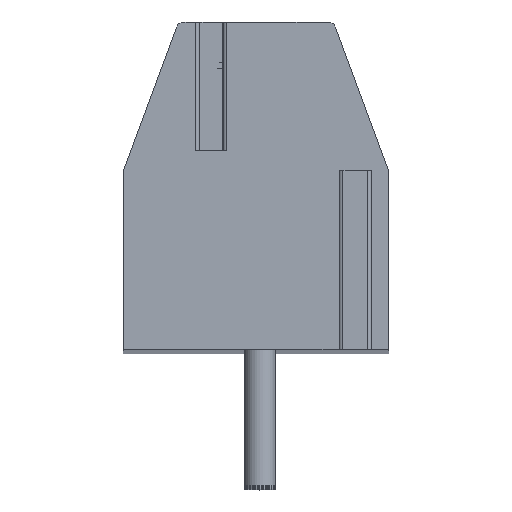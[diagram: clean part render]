
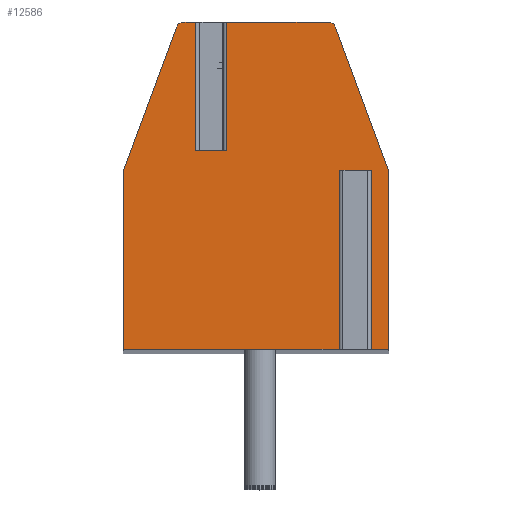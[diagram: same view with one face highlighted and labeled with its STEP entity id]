
A CAD part, top view. The second image highlights one B-rep face of the part: STEP entity #12586.
In plain terms, the highlighted planar face has unit normal (0, 0, 1).
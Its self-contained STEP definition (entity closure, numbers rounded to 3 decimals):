
#1=DIRECTION('',(1.,0.,0.));
#2=VECTOR('',#1,0.796);
#3=CARTESIAN_POINT('',(-1.548,0.9,61.25));
#4=LINE('',#3,#2);
#5=DIRECTION('',(0.,1.,0.));
#6=VECTOR('',#5,3.3);
#7=CARTESIAN_POINT('',(-0.752,0.9,61.25));
#8=LINE('',#7,#6);
#9=DIRECTION('',(-1.,0.,0.));
#10=VECTOR('',#9,2.603);
#11=CARTESIAN_POINT('',(1.851,4.2,61.25));
#12=LINE('',#11,#10);
#13=CARTESIAN_POINT('',(1.851,4.,61.25));
#14=DIRECTION('',(0.,0.,1.));
#15=DIRECTION('',(0.938,0.348,0.));
#16=AXIS2_PLACEMENT_3D('',#13,#14,#15);
#18=DIRECTION('',(-0.348,0.938,0.));
#19=VECTOR('',#18,3.914);
#20=CARTESIAN_POINT('',(3.4,0.4,61.25));
#21=LINE('',#20,#19);
#22=DIRECTION('',(0.,1.,0.));
#23=VECTOR('',#22,4.6);
#24=CARTESIAN_POINT('',(3.4,-4.2,61.25));
#25=LINE('',#24,#23);
#26=DIRECTION('',(1.,0.,0.));
#27=VECTOR('',#26,0.634);
#28=CARTESIAN_POINT('',(2.766,-4.2,61.25));
#29=LINE('',#28,#27);
#30=DIRECTION('',(0.,1.,0.));
#31=VECTOR('',#30,4.6);
#32=CARTESIAN_POINT('',(2.766,-4.2,61.25));
#33=LINE('',#32,#31);
#34=DIRECTION('',(-1.,0.,0.));
#35=VECTOR('',#34,0.43);
#36=CARTESIAN_POINT('',(2.766,0.4,61.25));
#37=LINE('',#36,#35);
#38=DIRECTION('',(0.,1.,0.));
#39=VECTOR('',#38,4.6);
#40=CARTESIAN_POINT('',(2.336,-4.2,61.25));
#41=LINE('',#40,#39);
#42=DIRECTION('',(1.,0.,0.));
#43=VECTOR('',#42,5.736);
#44=CARTESIAN_POINT('',(-3.4,-4.2,61.25));
#45=LINE('',#44,#43);
#46=DIRECTION('',(0.,-1.,0.));
#47=VECTOR('',#46,4.6);
#48=CARTESIAN_POINT('',(-3.4,0.4,61.25));
#49=LINE('',#48,#47);
#50=DIRECTION('',(-0.348,-0.938,0.));
#51=VECTOR('',#50,3.914);
#52=CARTESIAN_POINT('',(-2.038,4.07,61.25));
#53=LINE('',#52,#51);
#54=CARTESIAN_POINT('',(-1.851,4.,61.25));
#55=DIRECTION('',(0.,0.,1.));
#56=DIRECTION('',(0.,1.,0.));
#57=AXIS2_PLACEMENT_3D('',#54,#55,#56);
#59=DIRECTION('',(-1.,0.,0.));
#60=VECTOR('',#59,0.303);
#61=CARTESIAN_POINT('',(-1.548,4.2,61.25));
#62=LINE('',#61,#60);
#63=DIRECTION('',(0.,1.,0.));
#64=VECTOR('',#63,3.3);
#65=CARTESIAN_POINT('',(-1.548,0.9,61.25));
#66=LINE('',#65,#64);
#9821=CARTESIAN_POINT('',(-1.851,4.2,61.25));
#9822=CARTESIAN_POINT('',(-2.038,4.07,61.25));
#9823=VERTEX_POINT('',#9821);
#9824=VERTEX_POINT('',#9822);
#9825=CARTESIAN_POINT('',(-3.4,0.4,61.25));
#9826=VERTEX_POINT('',#9825);
#9827=CARTESIAN_POINT('',(-3.4,-4.2,61.25));
#9828=VERTEX_POINT('',#9827);
#9829=CARTESIAN_POINT('',(3.4,-4.2,61.25));
#9830=CARTESIAN_POINT('',(3.4,0.4,61.25));
#9831=VERTEX_POINT('',#9829);
#9832=VERTEX_POINT('',#9830);
#9833=CARTESIAN_POINT('',(2.038,4.07,61.25));
#9834=VERTEX_POINT('',#9833);
#9835=CARTESIAN_POINT('',(1.851,4.2,61.25));
#9836=VERTEX_POINT('',#9835);
#9877=CARTESIAN_POINT('',(2.766,0.4,61.25));
#9878=CARTESIAN_POINT('',(2.336,0.4,61.25));
#9879=VERTEX_POINT('',#9877);
#9880=VERTEX_POINT('',#9878);
#9881=CARTESIAN_POINT('',(2.336,-4.2,61.25));
#9882=VERTEX_POINT('',#9881);
#9883=CARTESIAN_POINT('',(2.766,-4.2,61.25));
#9884=VERTEX_POINT('',#9883);
#9945=CARTESIAN_POINT('',(-1.548,0.9,61.25));
#9946=CARTESIAN_POINT('',(-0.752,0.9,61.25));
#9947=VERTEX_POINT('',#9945);
#9948=VERTEX_POINT('',#9946);
#9949=CARTESIAN_POINT('',(-1.548,4.2,61.25));
#9950=VERTEX_POINT('',#9949);
#9951=CARTESIAN_POINT('',(-0.752,4.2,61.25));
#9952=VERTEX_POINT('',#9951);
#12547=CARTESIAN_POINT('',(0.,0.,61.25));
#12548=DIRECTION('',(0.,0.,1.));
#12549=DIRECTION('',(1.,0.,0.));
#12550=AXIS2_PLACEMENT_3D('',#12547,#12548,#12549);
#12551=PLANE('',#12550);
#12553=ORIENTED_EDGE('',*,*,#12552,.T.);
#12555=ORIENTED_EDGE('',*,*,#12554,.T.);
#12557=ORIENTED_EDGE('',*,*,#12556,.F.);
#12559=ORIENTED_EDGE('',*,*,#12558,.F.);
#12561=ORIENTED_EDGE('',*,*,#12560,.F.);
#12563=ORIENTED_EDGE('',*,*,#12562,.F.);
#12565=ORIENTED_EDGE('',*,*,#12564,.F.);
#12567=ORIENTED_EDGE('',*,*,#12566,.T.);
#12569=ORIENTED_EDGE('',*,*,#12568,.T.);
#12571=ORIENTED_EDGE('',*,*,#12570,.F.);
#12573=ORIENTED_EDGE('',*,*,#12572,.F.);
#12575=ORIENTED_EDGE('',*,*,#12574,.F.);
#12577=ORIENTED_EDGE('',*,*,#12576,.F.);
#12579=ORIENTED_EDGE('',*,*,#12578,.F.);
#12581=ORIENTED_EDGE('',*,*,#12580,.F.);
#12583=ORIENTED_EDGE('',*,*,#12582,.F.);
#12584=EDGE_LOOP('',(#12553,#12555,#12557,#12559,#12561,#12563,#12565,#12567,
#12569,#12571,#12573,#12575,#12577,#12579,#12581,#12583));
#12585=FACE_OUTER_BOUND('',#12584,.F.);
#12586=ADVANCED_FACE('',(#12585),#12551,.T.);
#17=CIRCLE('',#16,0.2);
#58=CIRCLE('',#57,0.2);
#12552=EDGE_CURVE('',#9947,#9948,#4,.T.);
#12554=EDGE_CURVE('',#9948,#9952,#8,.T.);
#12556=EDGE_CURVE('',#9836,#9952,#12,.T.);
#12558=EDGE_CURVE('',#9834,#9836,#17,.T.);
#12560=EDGE_CURVE('',#9832,#9834,#21,.T.);
#12562=EDGE_CURVE('',#9831,#9832,#25,.T.);
#12564=EDGE_CURVE('',#9884,#9831,#29,.T.);
#12566=EDGE_CURVE('',#9884,#9879,#33,.T.);
#12568=EDGE_CURVE('',#9879,#9880,#37,.T.);
#12570=EDGE_CURVE('',#9882,#9880,#41,.T.);
#12572=EDGE_CURVE('',#9828,#9882,#45,.T.);
#12574=EDGE_CURVE('',#9826,#9828,#49,.T.);
#12576=EDGE_CURVE('',#9824,#9826,#53,.T.);
#12578=EDGE_CURVE('',#9823,#9824,#58,.T.);
#12580=EDGE_CURVE('',#9950,#9823,#62,.T.);
#12582=EDGE_CURVE('',#9947,#9950,#66,.T.);
